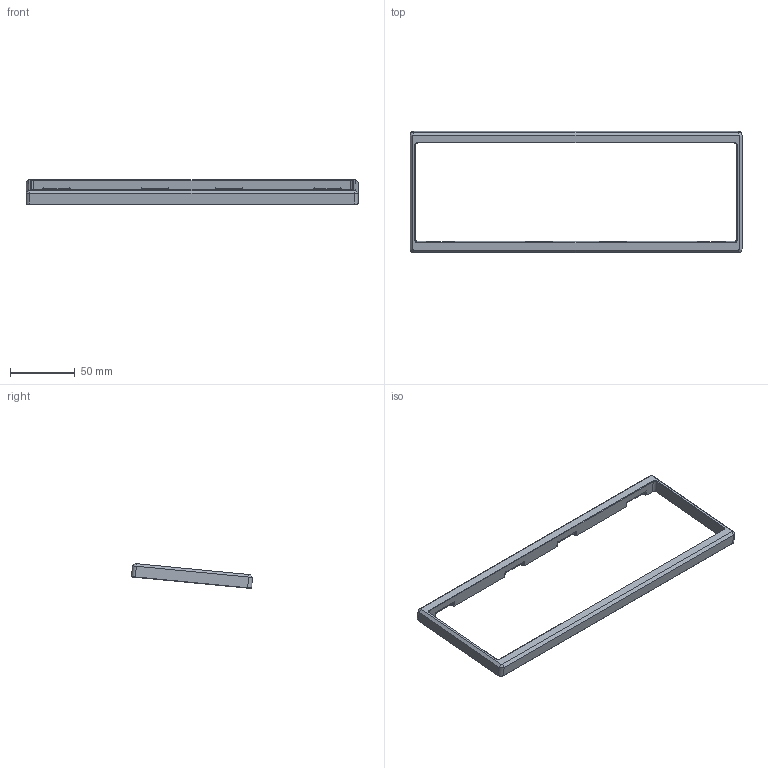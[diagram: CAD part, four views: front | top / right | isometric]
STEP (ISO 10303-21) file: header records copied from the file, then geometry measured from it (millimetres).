
FILE_DESCRIPTION(/* description */ (''),/* implementation_level */ '2;1');
FILE_NAME(/* name */ 'draft1 cnc top case.step',/* time_stamp */ '2024-04-04T11:08:51-04:00',/* author */ (''),/* organization */ (''),/* preprocessor_version */ 'ST-DEVELOPER v20',/* originating_system */ 'Autodesk Translation Framework v12.20.1.177',/* authorisation */ '');
FILE_SCHEMA (('AUTOMOTIVE_DESIGN { 1 0 10303 214 3 1 1 }'));
Length unit declared in the file: millimetre
Products named in the file (1): draft1-cnc-prototype 1
Bounding box: 256.7 x 93.62 x 19.27 mm (x, y, z)
Volume: 46239 mm3; surface area: 23016 mm2
Topology: 1 solids, 1 shells, 126 faces, 318 edges, 204 vertices
Faces by surface type: plane 64, cylinder 50, cone 12
Full cylindrical faces by diameter (mm): 1.623 x10
Entity records: 3829 total; most frequent: DIRECTION 684, CARTESIAN_POINT 649, ORIENTED_EDGE 636, EDGE_CURVE 318, AXIS2_PLACEMENT_3D 239, LINE 206, VECTOR 206, VERTEX_POINT 204
